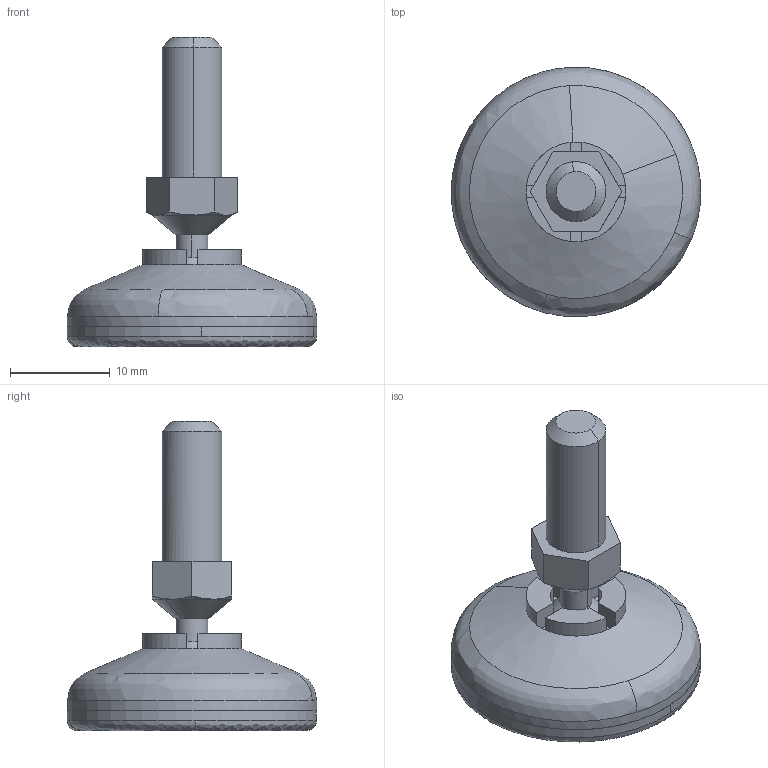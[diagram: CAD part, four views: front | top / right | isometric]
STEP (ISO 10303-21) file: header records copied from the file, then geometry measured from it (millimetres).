
FILE_DESCRIPTION((''),'2;1');
FILE_NAME('','2005-12-15T09:42:35',(''),(''),'','CADfix','');
FILE_SCHEMA(('AUTOMOTIVE_DESIGN'));
Length unit declared in the file: millimetre
Products named in the file (4): foot; cover; bolt; TM_93_1_6895_36
Assembly tree (3 placements, depth 2):
  TM_93_1_6895_36
    foot
    cover
    bolt
Bounding box: 25 x 25 x 31 mm (x, y, z)
Volume: 3855 mm3; surface area: 3429.6 mm2
Topology: 3 solids, 3 shells, 90 faces, 299 edges, 216 vertices
Faces by surface type: bspline 90
Entity records: 3847 total; most frequent: CARTESIAN_POINT 2223, ORIENTED_EDGE 594, EDGE_CURVE 297, VERTEX_POINT 216, EDGE_LOOP 95, FACE_OUTER_BOUND 90, ADVANCED_FACE 90, QUASI_UNIFORM_CURVE 84
